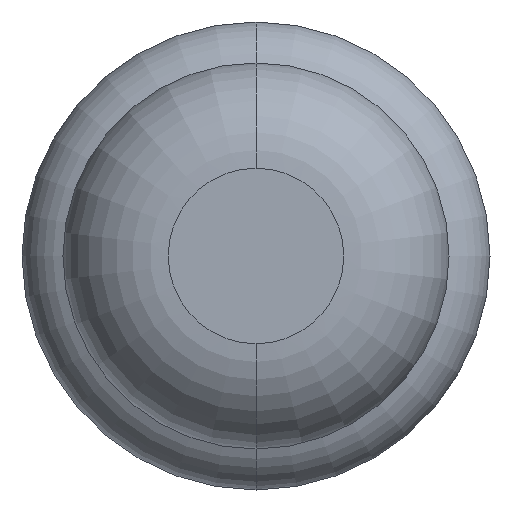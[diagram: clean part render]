
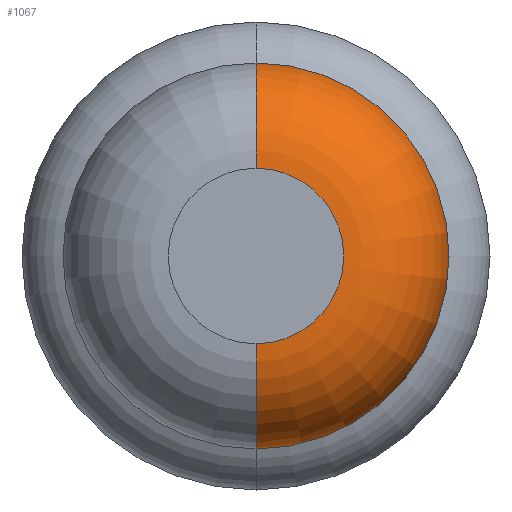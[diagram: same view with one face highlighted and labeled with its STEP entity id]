
A CAD part, front view. The second image highlights one B-rep face of the part: STEP entity #1067.
In plain terms, the highlighted toroidal (fillet/blend) face has major radius 0.375 mm and minor radius 0.45 mm.
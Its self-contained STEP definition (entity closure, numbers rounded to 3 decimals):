
#57 = DIRECTION ( 'NONE',  ( 0., 1., 0. ) ) ;
#149 = CARTESIAN_POINT ( 'NONE',  ( 0., -30.4, 0.375 ) ) ;
#195 = CARTESIAN_POINT ( 'NONE',  ( 0., -29.95, 0. ) ) ;
#374 = EDGE_CURVE ( 'NONE', #3457, #1017, #1391, .T. ) ;
#426 = CIRCLE ( 'NONE', #800, 0.825 ) ;
#533 = EDGE_CURVE ( 'Defeature ausgef�hrt1_7+Defeature ausgef�hrt1_6+Defeature ausgef�hrt1_6+Defeature ausgef�hrt1_6', #1017, #2342, #426, .T. ) ;
#604 = ORIENTED_EDGE ( 'NONE', *, *, #1021, .T. ) ;
#800 = AXIS2_PLACEMENT_3D ( 'NONE', #195, #1344, #2220 ) ;
#947 = CARTESIAN_POINT ( 'NONE',  ( 0., -30.4, -0.375 ) ) ;
#960 = CARTESIAN_POINT ( 'NONE',  ( 0., -30.4, 0. ) ) ;
#1017 = VERTEX_POINT ( 'NONE', #1547 ) ;
#1021 = EDGE_CURVE ( 'Defeature ausgef�hrt1_6+Defeature ausgef�hrt1_5+Defeature ausgef�hrt1_5+Defeature ausgef�hrt1_5', #3457, #2823, #1975, .T. ) ;
#1067 = ADVANCED_FACE ( 'Defeature ausgef�hrt1_6', ( #2028 ), #1656, .T. ) ;
#1072 = ORIENTED_EDGE ( 'NONE', *, *, #533, .F. ) ;
#1193 = AXIS2_PLACEMENT_3D ( 'NONE', #2674, #3278, #2377 ) ;
#1338 = CIRCLE ( 'NONE', #1444, 0.45 ) ;
#1344 = DIRECTION ( 'NONE',  ( 0., 1., 0. ) ) ;
#1391 = CIRCLE ( 'NONE', #1193, 0.45 ) ;
#1430 = EDGE_CURVE ( 'NONE', #2823, #2342, #1338, .T. ) ;
#1444 = AXIS2_PLACEMENT_3D ( 'NONE', #3290, #2993, #1560 ) ;
#1547 = CARTESIAN_POINT ( 'NONE',  ( 0., -29.95, 0.825 ) ) ;
#1560 = DIRECTION ( 'NONE',  ( 0., 0., -1. ) ) ;
#1610 = DIRECTION ( 'NONE',  ( 0., 0., 1. ) ) ;
#1646 = EDGE_LOOP ( 'NONE', ( #604, #2642, #1072, #3118 ) ) ;
#1656 = TOROIDAL_SURFACE ( 'NONE', #2206, 0.375, 0.45 ) ;
#1883 = CARTESIAN_POINT ( 'NONE',  ( 0., -29.95, 0. ) ) ;
#1975 = CIRCLE ( 'NONE', #2602, 0.375 ) ;
#2028 = FACE_OUTER_BOUND ( 'NONE', #1646, .T. ) ;
#2086 = DIRECTION ( 'NONE',  ( 0., 0., 1. ) ) ;
#2206 = AXIS2_PLACEMENT_3D ( 'NONE', #1883, #2732, #1610 ) ;
#2220 = DIRECTION ( 'NONE',  ( 0., 0., 1. ) ) ;
#2342 = VERTEX_POINT ( 'NONE', #3279 ) ;
#2377 = DIRECTION ( 'NONE',  ( 0., 0., 1. ) ) ;
#2602 = AXIS2_PLACEMENT_3D ( 'NONE', #960, #57, #2086 ) ;
#2642 = ORIENTED_EDGE ( 'NONE', *, *, #1430, .T. ) ;
#2674 = CARTESIAN_POINT ( 'NONE',  ( 0., -29.95, 0.375 ) ) ;
#2732 = DIRECTION ( 'NONE',  ( 0., 1., 0. ) ) ;
#2823 = VERTEX_POINT ( 'NONE', #947 ) ;
#2993 = DIRECTION ( 'NONE',  ( 1., 0., 0. ) ) ;
#3118 = ORIENTED_EDGE ( 'NONE', *, *, #374, .F. ) ;
#3278 = DIRECTION ( 'NONE',  ( -1., 0., 0. ) ) ;
#3279 = CARTESIAN_POINT ( 'NONE',  ( 0., -29.95, -0.825 ) ) ;
#3290 = CARTESIAN_POINT ( 'NONE',  ( 0., -29.95, -0.375 ) ) ;
#3457 = VERTEX_POINT ( 'NONE', #149 ) ;
